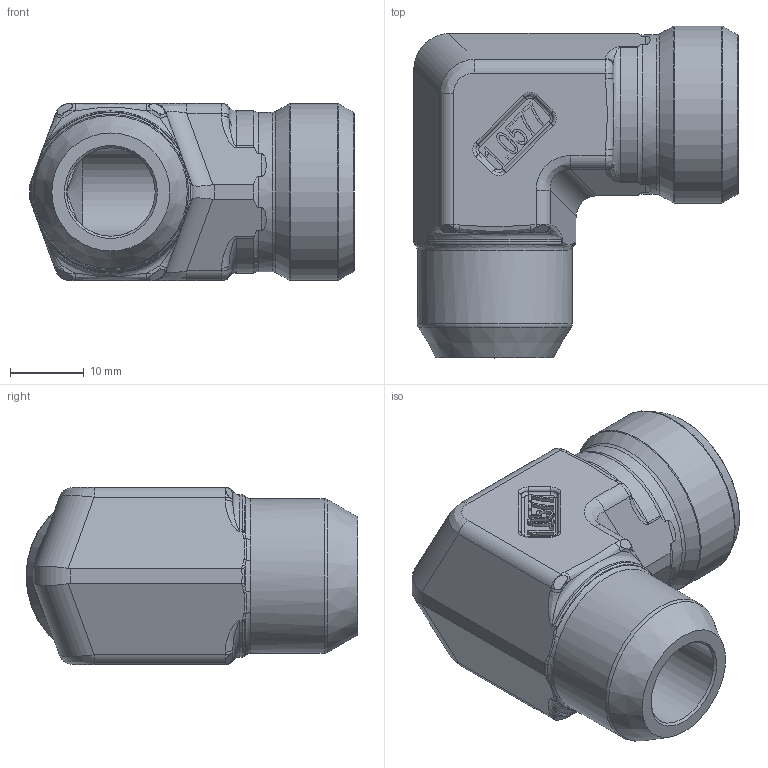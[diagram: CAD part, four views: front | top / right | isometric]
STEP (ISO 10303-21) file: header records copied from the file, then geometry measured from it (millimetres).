
FILE_DESCRIPTION(/* description */ (''),/* implementation_level */ '2;1');
FILE_NAME(/* name */ 'X-WAV16.stp',/* time_stamp */ '2025-01-16T11:43:57+01:00',/* author */ (''),/* organization */ (''),/* preprocessor_version */ 'ST-DEVELOPER v16',/* originating_system */ 'SIEMENS PLM Software NX 10.0',/* authorisation */ '');
FILE_SCHEMA (('AP203_CONFIGURATION_CONTROLLED_3D_DESIGN_OF_MECHANICAL_PARTS_AND_ASSEMBLIES_MIM_LF { 1 0 10303 403 2 1 2}'));
Length unit declared in the file: millimetre
Products named in the file (1): nwer41844EE665v1
Bounding box: 44 x 45 x 24 mm (x, y, z)
Volume: 18106.8 mm3; surface area: 7835 mm2
Topology: 1 solids, 1 shells, 325 faces, 825 edges, 516 vertices
Faces by surface type: plane 132, cylinder 65, bspline 62, torus 36, cone 17, extrusion 13
Full cylindrical faces by diameter (mm): 12 x2, 16.2 x1, 21 x1, 21.6 x1, 24 x1
Entity records: 11573 total; most frequent: CARTESIAN_POINT 4529, ORIENTED_EDGE 1598, DIRECTION 1205, EDGE_CURVE 799, VERTEX_POINT 510, AXIS2_PLACEMENT_3D 485, EDGE_LOOP 359, B_SPLINE_CURVE_WITH_KNOTS 355
